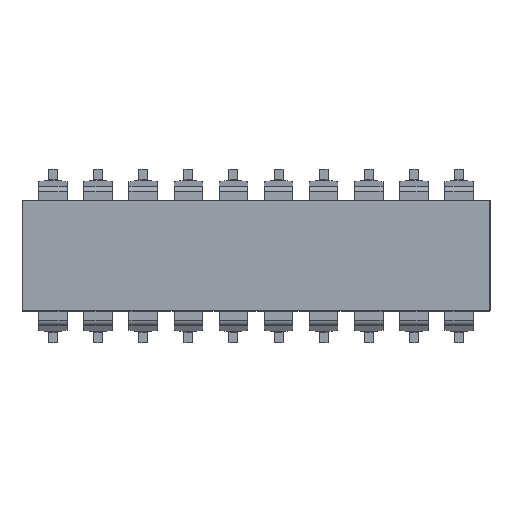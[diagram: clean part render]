
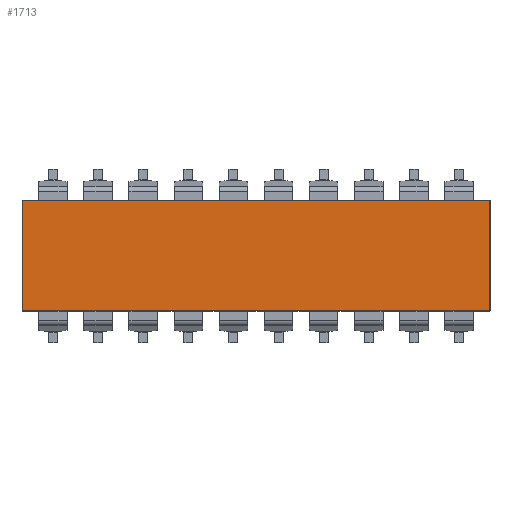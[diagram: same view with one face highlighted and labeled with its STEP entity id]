
A CAD part, top view. The second image highlights one B-rep face of the part: STEP entity #1713.
In plain terms, the highlighted planar face has unit normal (0, 0, 1).
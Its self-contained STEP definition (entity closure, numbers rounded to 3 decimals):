
#1713 = ADVANCED_FACE( '', ( #3486 ), #3487, .T. );
#3486 = FACE_OUTER_BOUND( '', #5454, .T. );
#3487 = PLANE( '', #5455 );
#5454 = EDGE_LOOP( '', ( #9541, #9542, #9543, #9544 ) );
#5455 = AXIS2_PLACEMENT_3D( '', #9545, #9546, #9547 );
#9541 = ORIENTED_EDGE( '', *, *, #13075, .T. );
#9542 = ORIENTED_EDGE( '', *, *, #14191, .T. );
#9543 = ORIENTED_EDGE( '', *, *, #12821, .T. );
#9544 = ORIENTED_EDGE( '', *, *, #13229, .T. );
#9545 = CARTESIAN_POINT( '', ( 0., 0., 0. ) );
#9546 = DIRECTION( '', ( 0., 0., 1. ) );
#9547 = DIRECTION( '', ( 1., 0., 0. ) );
#12821 = EDGE_CURVE( '', #15254, #15255, #15256, .T. );
#13075 = EDGE_CURVE( '', #15698, #15699, #15700, .T. );
#13229 = EDGE_CURVE( '', #15255, #15698, #15961, .T. );
#14191 = EDGE_CURVE( '', #15699, #15254, #17414, .T. );
#15254 = VERTEX_POINT( '', #18794 );
#15255 = VERTEX_POINT( '', #18795 );
#15256 = LINE( '', #18796, #18797 );
#15698 = VERTEX_POINT( '', #19576 );
#15699 = VERTEX_POINT( '', #19577 );
#15700 = LINE( '', #19578, #19579 );
#15961 = LINE( '', #19986, #19987 );
#17414 = LINE( '', #22858, #22859 );
#18794 = CARTESIAN_POINT( '', ( 13.17, -3.1, 0. ) );
#18795 = CARTESIAN_POINT( '', ( 13.17, 3.1, 0. ) );
#18796 = CARTESIAN_POINT( '', ( 13.17, -3.1, 0. ) );
#18797 = VECTOR( '', #24389, 1000. );
#19576 = CARTESIAN_POINT( '', ( -13.17, 3.1, 0. ) );
#19577 = CARTESIAN_POINT( '', ( -13.17, -3.1, 0. ) );
#19578 = CARTESIAN_POINT( '', ( -13.17, 3.1, 0. ) );
#19579 = VECTOR( '', #24604, 1000. );
#19986 = CARTESIAN_POINT( '', ( 13.17, 3.1, 0. ) );
#19987 = VECTOR( '', #24761, 1000. );
#22858 = CARTESIAN_POINT( '', ( -13.17, -3.1, 0. ) );
#22859 = VECTOR( '', #25469, 1000. );
#24389 = DIRECTION( '', ( 0., 1., 0. ) );
#24604 = DIRECTION( '', ( 0., -1., 0. ) );
#24761 = DIRECTION( '', ( -1., 0., 0. ) );
#25469 = DIRECTION( '', ( 1., 0., 0. ) );
